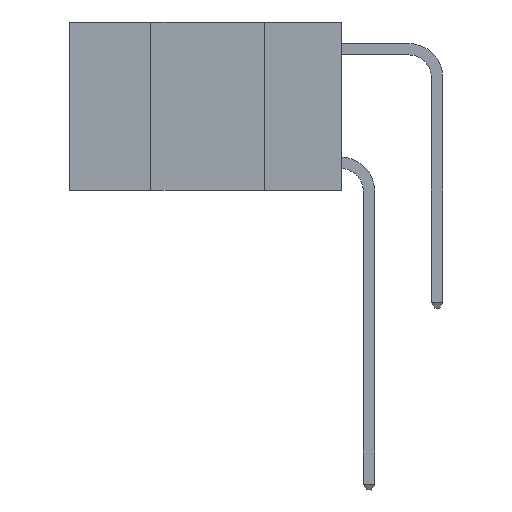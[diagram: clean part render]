
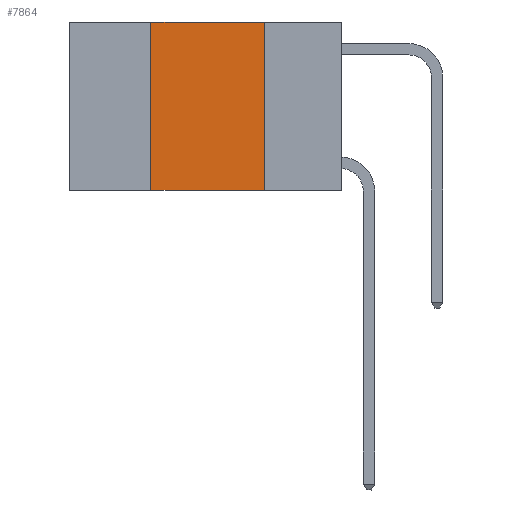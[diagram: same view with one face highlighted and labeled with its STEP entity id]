
A CAD part, left-side view. The second image highlights one B-rep face of the part: STEP entity #7864.
In plain terms, the highlighted planar face has unit normal (-1, 0, 0).
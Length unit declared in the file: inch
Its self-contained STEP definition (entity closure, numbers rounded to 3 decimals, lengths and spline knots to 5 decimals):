
#209 = DIRECTION ( 'NONE',  ( 1., 0., 0. ) ) ;
#216 = DIRECTION ( 'NONE',  ( 0., -1., 0. ) ) ;
#498 = VERTEX_POINT ( 'NONE', #2277 ) ;
#627 = VECTOR ( 'NONE', #216, 39.37008 ) ;
#1013 = ORIENTED_EDGE ( 'NONE', *, *, #9932, .F. ) ;
#1489 = PLANE ( 'NONE',  #11731 ) ;
#2277 = CARTESIAN_POINT ( 'NONE',  ( 0., 0.17, 0. ) ) ;
#2535 = CARTESIAN_POINT ( 'NONE',  ( 0., 0.6, 0. ) ) ;
#2546 = EDGE_CURVE ( 'NONE', #7903, #4425, #5892, .T. ) ;
#2635 = EDGE_CURVE ( 'NONE', #498, #4425, #11855, .T. ) ;
#3718 = CARTESIAN_POINT ( 'NONE',  ( 0., 0.42, -0.37 ) ) ;
#4425 = VERTEX_POINT ( 'NONE', #13460 ) ;
#4815 = DIRECTION ( 'NONE',  ( 0., 0., 1. ) ) ;
#4829 = CARTESIAN_POINT ( 'NONE',  ( 0., 0.17, 0. ) ) ;
#5039 = VECTOR ( 'NONE', #4815, 39.37008 ) ;
#5566 = DIRECTION ( 'NONE',  ( 0., -1., 0. ) ) ;
#5817 = CARTESIAN_POINT ( 'NONE',  ( 0., 0.6, -0.37 ) ) ;
#5892 = LINE ( 'NONE', #5817, #627 ) ;
#6812 = VECTOR ( 'NONE', #10639, 39.37008 ) ;
#7595 = CARTESIAN_POINT ( 'NONE',  ( 0., 0.6, 0. ) ) ;
#7864 = ADVANCED_FACE ( 'NONE', ( #11414 ), #1489, .F. ) ;
#7903 = VERTEX_POINT ( 'NONE', #3718 ) ;
#8423 = LINE ( 'NONE', #13993, #5039 ) ;
#8794 = ORIENTED_EDGE ( 'NONE', *, *, #2635, .F. ) ;
#9071 = LINE ( 'NONE', #7595, #13822 ) ;
#9932 = EDGE_CURVE ( 'NONE', #12995, #498, #9071, .T. ) ;
#10639 = DIRECTION ( 'NONE',  ( 0., 0., -1. ) ) ;
#11414 = FACE_OUTER_BOUND ( 'NONE', #13358, .T. ) ;
#11603 = ORIENTED_EDGE ( 'NONE', *, *, #14536, .F. ) ;
#11731 = AXIS2_PLACEMENT_3D ( 'NONE', #2535, #209, #12627 ) ;
#11855 = LINE ( 'NONE', #4829, #6812 ) ;
#11941 = CARTESIAN_POINT ( 'NONE',  ( 0., 0.42, 0. ) ) ;
#12567 = ORIENTED_EDGE ( 'NONE', *, *, #2546, .T. ) ;
#12627 = DIRECTION ( 'NONE',  ( 0., 0., -1. ) ) ;
#12995 = VERTEX_POINT ( 'NONE', #11941 ) ;
#13358 = EDGE_LOOP ( 'NONE', ( #8794, #1013, #11603, #12567 ) ) ;
#13460 = CARTESIAN_POINT ( 'NONE',  ( 0., 0.17, -0.37 ) ) ;
#13822 = VECTOR ( 'NONE', #5566, 39.37008 ) ;
#13993 = CARTESIAN_POINT ( 'NONE',  ( 0., 0.42, 0. ) ) ;
#14536 = EDGE_CURVE ( 'NONE', #7903, #12995, #8423, .T. ) ;
